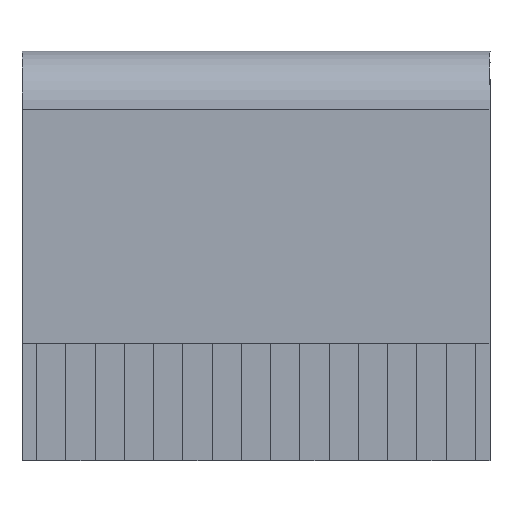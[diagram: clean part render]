
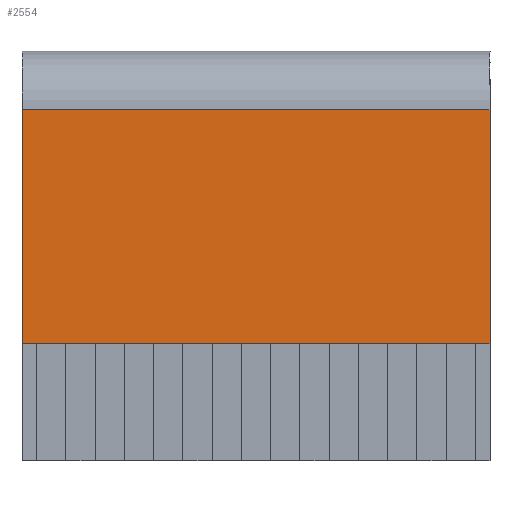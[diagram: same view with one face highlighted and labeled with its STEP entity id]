
A CAD part, left-side view. The second image highlights one B-rep face of the part: STEP entity #2554.
In plain terms, the highlighted planar face has unit normal (-1, 0, 0).
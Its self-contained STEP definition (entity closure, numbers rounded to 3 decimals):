
#44 = PLANE('',#45);
#45 = AXIS2_PLACEMENT_3D('',#46,#47,#48);
#46 = CARTESIAN_POINT('',(1.92,4.,2.245));
#47 = DIRECTION('',(0.,-1.,0.));
#48 = DIRECTION('',(0.,0.,-1.));
#100 = PLANE('',#101);
#101 = AXIS2_PLACEMENT_3D('',#102,#103,#104);
#102 = CARTESIAN_POINT('',(1.92,-4.,2.245));
#103 = DIRECTION('',(0.,-1.,0.));
#104 = DIRECTION('',(0.,0.,-1.));
#500 = VERTEX_POINT('',#501);
#501 = CARTESIAN_POINT('',(-0.2,4.,4.));
#516 = CYLINDRICAL_SURFACE('',#517,1.);
#517 = AXIS2_PLACEMENT_3D('',#518,#519,#520);
#518 = CARTESIAN_POINT('',(0.8,4.,4.));
#519 = DIRECTION('',(0.,1.,0.));
#520 = DIRECTION('',(1.,0.,0.));
#528 = EDGE_CURVE('',#529,#500,#531,.T.);
#529 = VERTEX_POINT('',#530);
#530 = CARTESIAN_POINT('',(-0.2,4.,0.));
#531 = SURFACE_CURVE('',#532,(#536,#543),.PCURVE_S1.);
#532 = LINE('',#533,#534);
#533 = CARTESIAN_POINT('',(-0.2,4.,0.));
#534 = VECTOR('',#535,1.);
#535 = DIRECTION('',(0.,0.,1.));
#536 = PCURVE('',#44,#537);
#537 = DEFINITIONAL_REPRESENTATION('',(#538),#542);
#538 = LINE('',#539,#540);
#539 = CARTESIAN_POINT('',(2.245,-2.12));
#540 = VECTOR('',#541,1.);
#541 = DIRECTION('',(-1.,0.));
#542 = ( GEOMETRIC_REPRESENTATION_CONTEXT(2) 
PARAMETRIC_REPRESENTATION_CONTEXT() REPRESENTATION_CONTEXT('2D SPACE',''
  ) );
#543 = PCURVE('',#544,#549);
#544 = PLANE('',#545);
#545 = AXIS2_PLACEMENT_3D('',#546,#547,#548);
#546 = CARTESIAN_POINT('',(-0.2,4.,0.));
#547 = DIRECTION('',(-1.,0.,0.));
#548 = DIRECTION('',(0.,0.,1.));
#549 = DEFINITIONAL_REPRESENTATION('',(#550),#554);
#550 = LINE('',#551,#552);
#551 = CARTESIAN_POINT('',(0.,0.));
#552 = VECTOR('',#553,1.);
#553 = DIRECTION('',(1.,0.));
#554 = ( GEOMETRIC_REPRESENTATION_CONTEXT(2) 
PARAMETRIC_REPRESENTATION_CONTEXT() REPRESENTATION_CONTEXT('2D SPACE',''
  ) );
#572 = PLANE('',#573);
#573 = AXIS2_PLACEMENT_3D('',#574,#575,#576);
#574 = CARTESIAN_POINT('',(0.,4.,0.)
  );
#575 = DIRECTION('',(0.,0.,-1.));
#576 = DIRECTION('',(-1.,0.,0.));
#944 = VERTEX_POINT('',#945);
#945 = CARTESIAN_POINT('',(-0.2,-4.,4.));
#967 = EDGE_CURVE('',#968,#944,#970,.T.);
#968 = VERTEX_POINT('',#969);
#969 = CARTESIAN_POINT('',(-0.2,-4.,0.));
#970 = SURFACE_CURVE('',#971,(#975,#982),.PCURVE_S1.);
#971 = LINE('',#972,#973);
#972 = CARTESIAN_POINT('',(-0.2,-4.,0.));
#973 = VECTOR('',#974,1.);
#974 = DIRECTION('',(0.,0.,1.));
#975 = PCURVE('',#100,#976);
#976 = DEFINITIONAL_REPRESENTATION('',(#977),#981);
#977 = LINE('',#978,#979);
#978 = CARTESIAN_POINT('',(2.245,-2.12));
#979 = VECTOR('',#980,1.);
#980 = DIRECTION('',(-1.,0.));
#981 = ( GEOMETRIC_REPRESENTATION_CONTEXT(2) 
PARAMETRIC_REPRESENTATION_CONTEXT() REPRESENTATION_CONTEXT('2D SPACE',''
  ) );
#982 = PCURVE('',#544,#983);
#983 = DEFINITIONAL_REPRESENTATION('',(#984),#988);
#984 = LINE('',#985,#986);
#985 = CARTESIAN_POINT('',(0.,-8.));
#986 = VECTOR('',#987,1.);
#987 = DIRECTION('',(1.,0.));
#988 = ( GEOMETRIC_REPRESENTATION_CONTEXT(2) 
PARAMETRIC_REPRESENTATION_CONTEXT() REPRESENTATION_CONTEXT('2D SPACE',''
  ) );
#2532 = EDGE_CURVE('',#529,#968,#2533,.T.);
#2533 = SURFACE_CURVE('',#2534,(#2538,#2545),.PCURVE_S1.);
#2534 = LINE('',#2535,#2536);
#2535 = CARTESIAN_POINT('',(-0.2,4.,0.));
#2536 = VECTOR('',#2537,1.);
#2537 = DIRECTION('',(0.,-1.,0.));
#2538 = PCURVE('',#572,#2539);
#2539 = DEFINITIONAL_REPRESENTATION('',(#2540),#2544);
#2540 = LINE('',#2541,#2542);
#2541 = CARTESIAN_POINT('',(0.2,0.));
#2542 = VECTOR('',#2543,1.);
#2543 = DIRECTION('',(0.,-1.));
#2544 = ( GEOMETRIC_REPRESENTATION_CONTEXT(2) 
PARAMETRIC_REPRESENTATION_CONTEXT() REPRESENTATION_CONTEXT('2D SPACE',''
  ) );
#2545 = PCURVE('',#544,#2546);
#2546 = DEFINITIONAL_REPRESENTATION('',(#2547),#2551);
#2547 = LINE('',#2548,#2549);
#2548 = CARTESIAN_POINT('',(0.,0.));
#2549 = VECTOR('',#2550,1.);
#2550 = DIRECTION('',(0.,-1.));
#2551 = ( GEOMETRIC_REPRESENTATION_CONTEXT(2) 
PARAMETRIC_REPRESENTATION_CONTEXT() REPRESENTATION_CONTEXT('2D SPACE',''
  ) );
#2554 = ADVANCED_FACE('',(#2555),#544,.T.);
#2555 = FACE_BOUND('',#2556,.T.);
#2556 = EDGE_LOOP('',(#2557,#2558,#2559,#2580));
#2557 = ORIENTED_EDGE('',*,*,#2532,.T.);
#2558 = ORIENTED_EDGE('',*,*,#967,.T.);
#2559 = ORIENTED_EDGE('',*,*,#2560,.F.);
#2560 = EDGE_CURVE('',#500,#944,#2561,.T.);
#2561 = SURFACE_CURVE('',#2562,(#2566,#2573),.PCURVE_S1.);
#2562 = LINE('',#2563,#2564);
#2563 = CARTESIAN_POINT('',(-0.2,4.,4.));
#2564 = VECTOR('',#2565,1.);
#2565 = DIRECTION('',(0.,-1.,0.));
#2566 = PCURVE('',#544,#2567);
#2567 = DEFINITIONAL_REPRESENTATION('',(#2568),#2572);
#2568 = LINE('',#2569,#2570);
#2569 = CARTESIAN_POINT('',(4.,0.));
#2570 = VECTOR('',#2571,1.);
#2571 = DIRECTION('',(0.,-1.));
#2572 = ( GEOMETRIC_REPRESENTATION_CONTEXT(2) 
PARAMETRIC_REPRESENTATION_CONTEXT() REPRESENTATION_CONTEXT('2D SPACE',''
  ) );
#2573 = PCURVE('',#516,#2574);
#2574 = DEFINITIONAL_REPRESENTATION('',(#2575),#2579);
#2575 = LINE('',#2576,#2577);
#2576 = CARTESIAN_POINT('',(-3.142,0.));
#2577 = VECTOR('',#2578,1.);
#2578 = DIRECTION('',(0.,-1.));
#2579 = ( GEOMETRIC_REPRESENTATION_CONTEXT(2) 
PARAMETRIC_REPRESENTATION_CONTEXT() REPRESENTATION_CONTEXT('2D SPACE',''
  ) );
#2580 = ORIENTED_EDGE('',*,*,#528,.F.);
